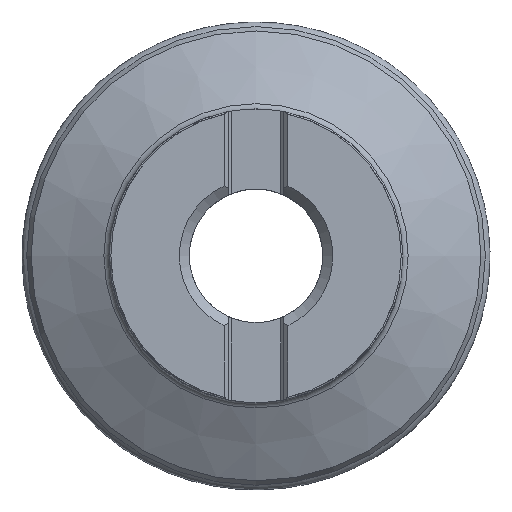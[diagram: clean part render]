
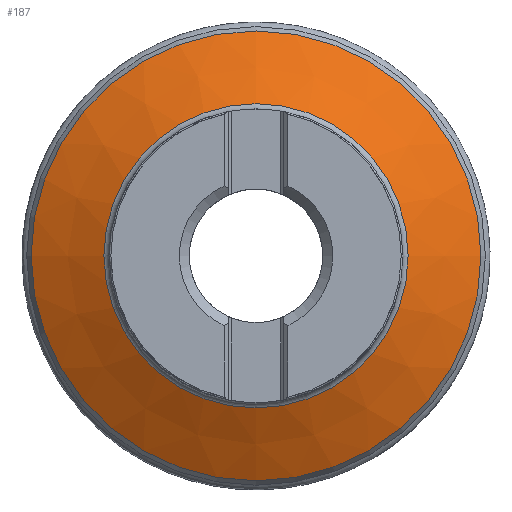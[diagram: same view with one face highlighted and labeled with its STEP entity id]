
A CAD part, top view. The second image highlights one B-rep face of the part: STEP entity #187.
In plain terms, the highlighted conical face has half-angle 61.712 degrees and reference radius 67.392 mm.
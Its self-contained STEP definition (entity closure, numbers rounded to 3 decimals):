
#109=CONICAL_SURFACE('',#956,67.392,61.712);
#187=ADVANCED_FACE('S9',(#304,#305),#109,.T.);
#304=FACE_BOUND('',#359,.T.);
#305=FACE_BOUND('',#360,.T.);
#359=EDGE_LOOP('',(#466));
#360=EDGE_LOOP('',(#467));
#466=ORIENTED_EDGE('',*,*,#711,.T.);
#467=ORIENTED_EDGE('',*,*,#712,.F.);
#638=VERTEX_POINT('',#1486);
#639=VERTEX_POINT('',#1488);
#711=EDGE_CURVE('',#638,#638,#769,.T.);
#712=EDGE_CURVE('',#639,#639,#770,.T.);
#769=CIRCLE('',#954,45.578);
#770=CIRCLE('',#955,67.392);
#954=AXIS2_PLACEMENT_3D('',#1485,#1117,#1118);
#955=AXIS2_PLACEMENT_3D('',#1487,#1119,#1120);
#956=AXIS2_PLACEMENT_3D('',#1489,#1121,#1122);
#1117=DIRECTION('',(0.,0.,-1.));
#1118=DIRECTION('',(-1.,0.,0.));
#1119=DIRECTION('',(0.,0.,-1.));
#1120=DIRECTION('',(-1.,0.,0.));
#1121=DIRECTION('',(0.,0.,-1.));
#1122=DIRECTION('',(-1.,0.,0.));
#1485=CARTESIAN_POINT('',(0.,0.,-20.849));
#1486=CARTESIAN_POINT('',(-45.578,0.,-20.849));
#1487=CARTESIAN_POINT('',(0.,0.,-32.589));
#1488=CARTESIAN_POINT('',(-67.392,0.,-32.589));
#1489=CARTESIAN_POINT('',(0.,0.,-32.589));
